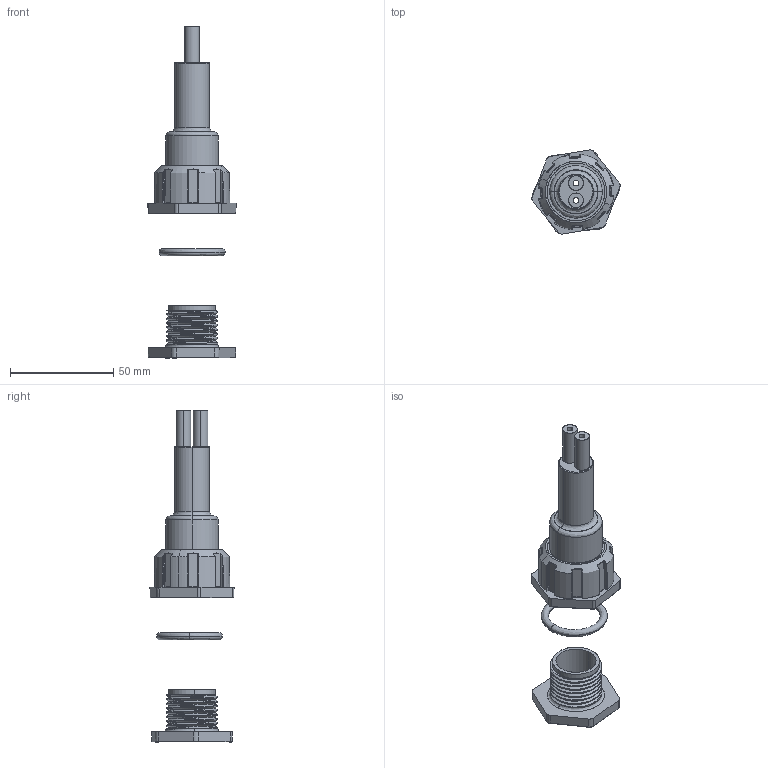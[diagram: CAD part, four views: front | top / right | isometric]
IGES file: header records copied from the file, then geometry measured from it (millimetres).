
Start section: SolidWorks IGES file using analytic representation for surfaces
Global section: file name: 2-NUS-2AOE.IGS; native system: SolidWorks 2020; preprocessor: SolidWorks 2020; author: office; date: 210528.084814; units: inch
Bounding box: 42.84 x 40.8 x 161.08 mm (x, y, z)
Surface area: 23782.9 mm2 (no closed solid volume)
Topology: 0 solids, 0 shells, 319 faces, 5312 edges, 5288 vertices
Faces by surface type: revolution 170, bspline 149
